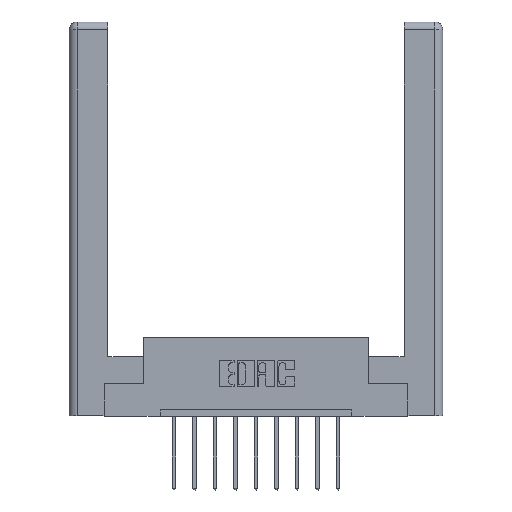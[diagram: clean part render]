
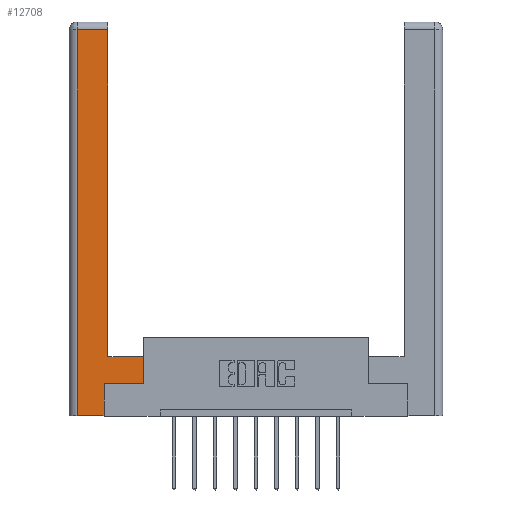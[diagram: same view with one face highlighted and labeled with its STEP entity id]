
A CAD part, top view. The second image highlights one B-rep face of the part: STEP entity #12708.
In plain terms, the highlighted planar face has unit normal (0, 0, 1).
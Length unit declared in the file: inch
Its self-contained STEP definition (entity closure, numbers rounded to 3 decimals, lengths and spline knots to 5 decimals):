
#41 = VERTEX_POINT ( 'NONE', #9662 ) ;
#135 = CARTESIAN_POINT ( 'NONE',  ( 0.0615, 0., 0. ) ) ;
#302 = DIRECTION ( 'NONE',  ( 0., 0., -1. ) ) ;
#370 = CARTESIAN_POINT ( 'NONE',  ( 0.565, 0.45, 0. ) ) ;
#443 = EDGE_CURVE ( 'NONE', #6800, #3443, #2248, .T. ) ;
#635 = ORIENTED_EDGE ( 'NONE', *, *, #9494, .T. ) ;
#670 = VERTEX_POINT ( 'NONE', #12595 ) ;
#1224 = DIRECTION ( 'NONE',  ( 0., -1., 0. ) ) ;
#1579 = EDGE_LOOP ( 'NONE', ( #3498, #9711, #11359, #8994, #635, #3297, #2033, #4560 ) ) ;
#1590 = FACE_OUTER_BOUND ( 'NONE', #1579, .T. ) ;
#1726 = EDGE_CURVE ( 'NONE', #2435, #670, #5460, .T. ) ;
#2033 = ORIENTED_EDGE ( 'NONE', *, *, #13316, .T. ) ;
#2109 = EDGE_CURVE ( 'NONE', #9743, #41, #13207, .T. ) ;
#2227 = DIRECTION ( 'NONE',  ( 1., 0., 0. ) ) ;
#2248 = LINE ( 'NONE', #8509, #7814 ) ;
#2329 = CARTESIAN_POINT ( 'NONE',  ( 0.565, 0.245, 0. ) ) ;
#2435 = VERTEX_POINT ( 'NONE', #3991 ) ;
#2544 = CARTESIAN_POINT ( 'NONE',  ( 0.265, 0.245, 0. ) ) ;
#3297 = ORIENTED_EDGE ( 'NONE', *, *, #2109, .T. ) ;
#3443 = VERTEX_POINT ( 'NONE', #6872 ) ;
#3498 = ORIENTED_EDGE ( 'NONE', *, *, #1726, .T. ) ;
#3938 = EDGE_CURVE ( 'NONE', #9012, #6800, #7010, .T. ) ;
#3991 = CARTESIAN_POINT ( 'NONE',  ( 0.295, 0.45, 0. ) ) ;
#4014 = VECTOR ( 'NONE', #8759, 39.37008 ) ;
#4088 = CARTESIAN_POINT ( 'NONE',  ( 0.0615, 2.94, 0. ) ) ;
#4434 = VERTEX_POINT ( 'NONE', #5361 ) ;
#4553 = DIRECTION ( 'NONE',  ( -1., 0., 0. ) ) ;
#4560 = ORIENTED_EDGE ( 'NONE', *, *, #6445, .T. ) ;
#4700 = LINE ( 'NONE', #6624, #11291 ) ;
#5361 = CARTESIAN_POINT ( 'NONE',  ( 0.565, 0.45, 0. ) ) ;
#5460 = LINE ( 'NONE', #12158, #7444 ) ;
#5585 = DIRECTION ( 'NONE',  ( 0., 1., 0. ) ) ;
#5814 = VECTOR ( 'NONE', #12096, 39.37008 ) ;
#6088 = CARTESIAN_POINT ( 'NONE',  ( 0.0615, 0., 0. ) ) ;
#6445 = EDGE_CURVE ( 'NONE', #4434, #2435, #9925, .T. ) ;
#6535 = VECTOR ( 'NONE', #5585, 39.37008 ) ;
#6566 = DIRECTION ( 'NONE',  ( 1., 0., 0. ) ) ;
#6624 = CARTESIAN_POINT ( 'NONE',  ( 0.0615, 2.94, 0. ) ) ;
#6800 = VERTEX_POINT ( 'NONE', #6088 ) ;
#6872 = CARTESIAN_POINT ( 'NONE',  ( 0.265, 0., 0. ) ) ;
#7010 = LINE ( 'NONE', #135, #10465 ) ;
#7444 = VECTOR ( 'NONE', #8297, 39.37008 ) ;
#7814 = VECTOR ( 'NONE', #6566, 39.37008 ) ;
#8297 = DIRECTION ( 'NONE',  ( 0., 1., 0. ) ) ;
#8509 = CARTESIAN_POINT ( 'NONE',  ( 0.265, 0., 0. ) ) ;
#8616 = LINE ( 'NONE', #370, #5814 ) ;
#8745 = DIRECTION ( 'NONE',  ( -1., 0., 0. ) ) ;
#8759 = DIRECTION ( 'NONE',  ( -1., 0., 0. ) ) ;
#8994 = ORIENTED_EDGE ( 'NONE', *, *, #443, .T. ) ;
#9012 = VERTEX_POINT ( 'NONE', #4088 ) ;
#9407 = VECTOR ( 'NONE', #2227, 39.37008 ) ;
#9493 = LINE ( 'NONE', #2544, #6535 ) ;
#9494 = EDGE_CURVE ( 'NONE', #3443, #9743, #9493, .T. ) ;
#9662 = CARTESIAN_POINT ( 'NONE',  ( 0.565, 0.245, 0. ) ) ;
#9711 = ORIENTED_EDGE ( 'NONE', *, *, #11421, .T. ) ;
#9743 = VERTEX_POINT ( 'NONE', #13222 ) ;
#9778 = CARTESIAN_POINT ( 'NONE',  ( 0., 0., 0. ) ) ;
#9799 = CARTESIAN_POINT ( 'NONE',  ( 0.295, 0.45, 0. ) ) ;
#9925 = LINE ( 'NONE', #9799, #4014 ) ;
#10465 = VECTOR ( 'NONE', #1224, 39.37008 ) ;
#11291 = VECTOR ( 'NONE', #8745, 39.37008 ) ;
#11359 = ORIENTED_EDGE ( 'NONE', *, *, #3938, .T. ) ;
#11421 = EDGE_CURVE ( 'NONE', #670, #9012, #4700, .T. ) ;
#12096 = DIRECTION ( 'NONE',  ( 0., 1., 0. ) ) ;
#12158 = CARTESIAN_POINT ( 'NONE',  ( 0.295, 3., 0. ) ) ;
#12595 = CARTESIAN_POINT ( 'NONE',  ( 0.295, 2.94, 0. ) ) ;
#12708 = ADVANCED_FACE ( 'NONE', ( #1590 ), #12883, .F. ) ;
#12756 = AXIS2_PLACEMENT_3D ( 'NONE', #9778, #302, #4553 ) ;
#12883 = PLANE ( 'NONE',  #12756 ) ;
#13207 = LINE ( 'NONE', #2329, #9407 ) ;
#13222 = CARTESIAN_POINT ( 'NONE',  ( 0.265, 0.245, 0. ) ) ;
#13316 = EDGE_CURVE ( 'NONE', #41, #4434, #8616, .T. ) ;
